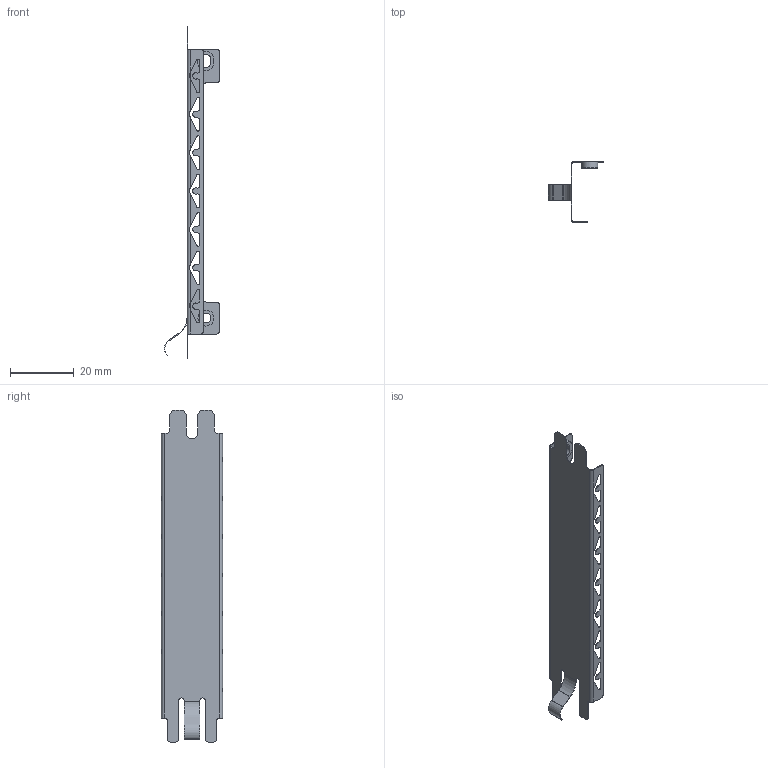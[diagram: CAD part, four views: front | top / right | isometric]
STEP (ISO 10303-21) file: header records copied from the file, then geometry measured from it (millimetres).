
FILE_DESCRIPTION (( 'STEP AP214' ), '1' );
FILE_NAME ('MCA Bracket.STEP', '2019-08-17T02:04:15', ( '' ), ( '' ), 'SwSTEP 2.0', 'SolidWorks 2014', '' );
FILE_SCHEMA (( 'AUTOMOTIVE_DESIGN' ));
Length unit declared in the file: millimetre
Products named in the file (1): MCA Bracket
Bounding box: 17.29 x 19.1 x 103.8 mm (x, y, z)
Volume: 564.1 mm3; surface area: 5306.1 mm2
Topology: 1 solids, 1 shells, 272 faces, 796 edges, 504 vertices
Faces by surface type: cylinder 131, plane 129, bspline 12
Entity records: 9672 total; most frequent: CARTESIAN_POINT 2257, ORIENTED_EDGE 1592, DIRECTION 1556, EDGE_CURVE 796, AXIS2_PLACEMENT_3D 523, LINE 510, VECTOR 510, VERTEX_POINT 504
